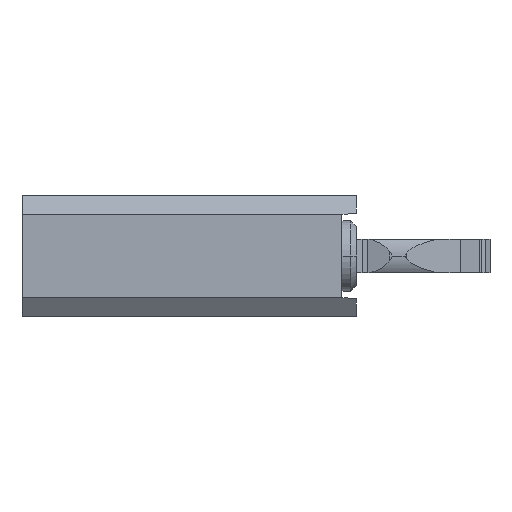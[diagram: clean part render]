
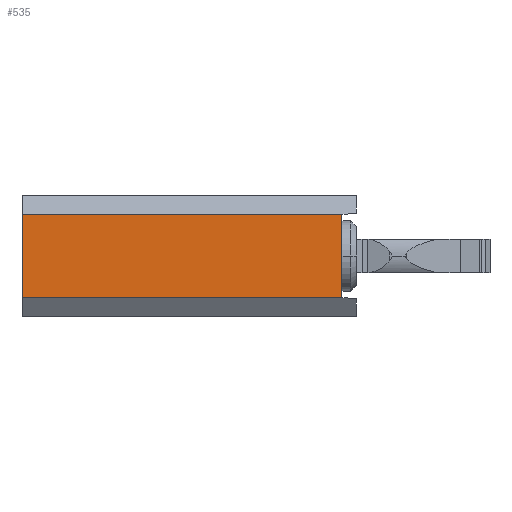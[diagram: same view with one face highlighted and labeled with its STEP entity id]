
A CAD part, left-side view. The second image highlights one B-rep face of the part: STEP entity #535.
In plain terms, the highlighted planar face has unit normal (-1, 0, 0).
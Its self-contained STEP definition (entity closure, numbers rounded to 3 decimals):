
#535=ADVANCED_FACE('',(#1483),#1484,.T.);
#1483=FACE_OUTER_BOUND('',#2437,.T.);
#1484=PLANE('',#2438);
#2437=EDGE_LOOP('',(#6160,#6161,#6162,#6163));
#2438=AXIS2_PLACEMENT_3D('',#6164,#6165,#6166);
#6160=ORIENTED_EDGE('',*,*,#7254,.T.);
#6161=ORIENTED_EDGE('',*,*,#7387,.T.);
#6162=ORIENTED_EDGE('',*,*,#7355,.T.);
#6163=ORIENTED_EDGE('',*,*,#7388,.F.);
#6164=CARTESIAN_POINT('',(-6.35,0.,0.));
#6165=DIRECTION('',(-1.0,0.0,0.0));
#6166=DIRECTION('',(0.0,0.,1.0));
#7254=EDGE_CURVE('',#9088,#9052,#9089,.T.);
#7355=EDGE_CURVE('',#9254,#9252,#9255,.T.);
#7387=EDGE_CURVE('',#9052,#9254,#9302,.T.);
#7388=EDGE_CURVE('',#9088,#9252,#9303,.T.);
#9052=VERTEX_POINT('',#11789);
#9088=VERTEX_POINT('',#11845);
#9089=LINE('',#11846,#11847);
#9252=VERTEX_POINT('',#12109);
#9254=VERTEX_POINT('',#12112);
#9255=LINE('',#12113,#12114);
#9302=LINE('',#12192,#12193);
#9303=LINE('',#12194,#12195);
#11789=CARTESIAN_POINT('',(-6.35,0.3,0.87));
#11845=CARTESIAN_POINT('',(-6.35,0.3,-0.87));
#11846=CARTESIAN_POINT('',(-6.35,0.3,0.));
#11847=VECTOR('',#13924,1.0);
#12109=CARTESIAN_POINT('',(-6.35,7.0,-0.87));
#12112=CARTESIAN_POINT('',(-6.35,7.0,0.87));
#12113=CARTESIAN_POINT('',(-6.35,7.0,0.87));
#12114=VECTOR('',#14025,1.0);
#12192=CARTESIAN_POINT('',(-6.35,0.,0.87));
#12193=VECTOR('',#14057,1.0);
#12194=CARTESIAN_POINT('',(-6.35,0.,-0.87));
#12195=VECTOR('',#14058,1.0);
#13924=DIRECTION('',(0.0,-0.0,1.0));
#14025=DIRECTION('',(0.0,0.,-1.0));
#14057=DIRECTION('',(0.0,1.0,0.));
#14058=DIRECTION('',(0.0,1.0,0.));
